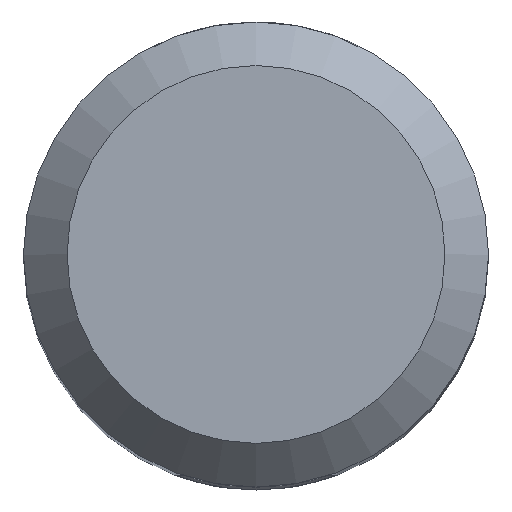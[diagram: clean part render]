
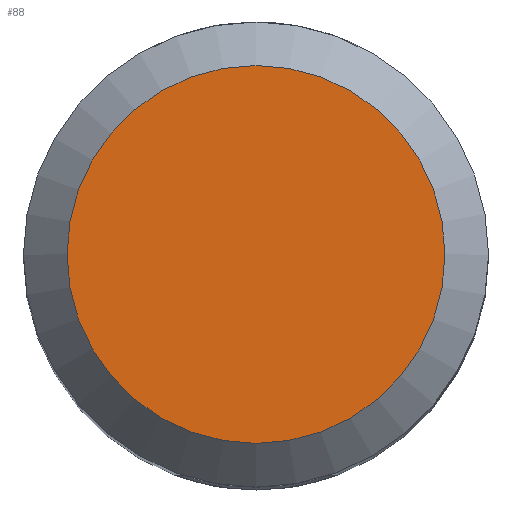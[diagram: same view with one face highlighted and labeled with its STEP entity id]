
A CAD part, top view. The second image highlights one B-rep face of the part: STEP entity #88.
In plain terms, the highlighted planar face has unit normal (0, 0, 1).
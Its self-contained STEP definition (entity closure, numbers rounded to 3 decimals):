
#43=PLANE('',#521);
#88=ADVANCED_FACE('',(#122),#43,.F.);
#122=FACE_OUTER_BOUND('',#158,.T.);
#158=EDGE_LOOP('',(#294));
#187=CIRCLE('',#517,6.5);
#294=ORIENTED_EDGE('',*,*,#402,.F.);
#352=VERTEX_POINT('',#818);
#402=EDGE_CURVE('',#352,#352,#187,.T.);
#517=AXIS2_PLACEMENT_3D('',#817,#614,#615);
#521=AXIS2_PLACEMENT_3D('',#890,#626,#627);
#614=DIRECTION('',(0.,0.,-1.));
#615=DIRECTION('',(-1.,0.,0.));
#626=DIRECTION('',(0.,0.,-1.));
#627=DIRECTION('',(1.,0.,0.));
#817=CARTESIAN_POINT('',(0.,0.,0.));
#818=CARTESIAN_POINT('',(-6.5,0.,0.));
#890=CARTESIAN_POINT('',(0.,6.5,0.));
